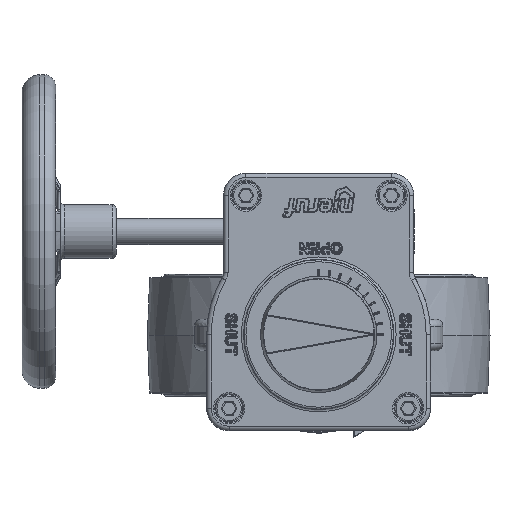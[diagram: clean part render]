
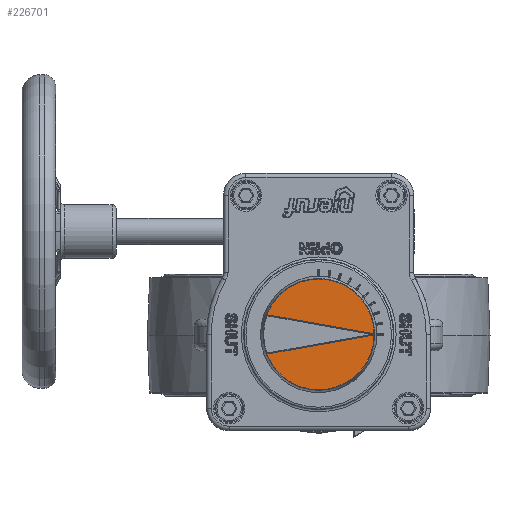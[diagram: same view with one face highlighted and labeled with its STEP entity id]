
A CAD part, top view. The second image highlights one B-rep face of the part: STEP entity #226701.
In plain terms, the highlighted planar face has unit normal (0, 0, 1).
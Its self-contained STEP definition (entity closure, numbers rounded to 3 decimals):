
#226633=CARTESIAN_POINT('',(-0.,-0.,245.));
#226634=DIRECTION('',(0.,0.,1.));
#226635=DIRECTION('',(0.,-1.,0.));
#226636=AXIS2_PLACEMENT_3D('',#226633,#226634,#226635);
#226637=PLANE('',#226636);
#226638=CARTESIAN_POINT('',(-23.13,-8.82,245.));
#226639=VERTEX_POINT('',#226638);
#226640=CARTESIAN_POINT('',(-0.,-24.755,245.));
#226641=VERTEX_POINT('',#226640);
#226642=CARTESIAN_POINT('',(-0.,-0.,245.));
#226643=DIRECTION('',(0.,0.,1.));
#226644=DIRECTION('',(0.,-1.,0.));
#226645=AXIS2_PLACEMENT_3D('',#226642,#226643,#226644);
#226646=CIRCLE('',#226645,24.755);
#226647=EDGE_CURVE('',#226639,#226641,#226646,.T.);
#226648=ORIENTED_EDGE('',*,*,#226647,.T.);
#226649=CARTESIAN_POINT('',(24.755,-0.,245.));
#226650=VERTEX_POINT('',#226649);
#226651=CARTESIAN_POINT('',(-0.,-0.,245.));
#226652=DIRECTION('',(0.,0.,1.));
#226653=DIRECTION('',(0.,-1.,0.));
#226654=AXIS2_PLACEMENT_3D('',#226651,#226652,#226653);
#226655=CIRCLE('',#226654,24.755);
#226656=EDGE_CURVE('',#226641,#226650,#226655,.T.);
#226657=ORIENTED_EDGE('',*,*,#226656,.T.);
#226658=CARTESIAN_POINT('',(-0.,24.755,245.));
#226659=VERTEX_POINT('',#226658);
#226660=CARTESIAN_POINT('',(-0.,-0.,245.));
#226661=DIRECTION('',(0.,0.,1.));
#226662=DIRECTION('',(0.,-1.,0.));
#226663=AXIS2_PLACEMENT_3D('',#226660,#226661,#226662);
#226664=CIRCLE('',#226663,24.755);
#226665=EDGE_CURVE('',#226650,#226659,#226664,.T.);
#226666=ORIENTED_EDGE('',*,*,#226665,.T.);
#226667=CARTESIAN_POINT('',(-23.13,8.82,245.));
#226668=VERTEX_POINT('',#226667);
#226669=CARTESIAN_POINT('',(-0.,-0.,245.));
#226670=DIRECTION('',(0.,0.,1.));
#226671=DIRECTION('',(0.,-1.,0.));
#226672=AXIS2_PLACEMENT_3D('',#226669,#226670,#226671);
#226673=CIRCLE('',#226672,24.755);
#226674=EDGE_CURVE('',#226659,#226668,#226673,.T.);
#226675=ORIENTED_EDGE('',*,*,#226674,.T.);
#226676=CARTESIAN_POINT('',(24.492,0.308,245.));
#226677=VERTEX_POINT('',#226676);
#226678=CARTESIAN_POINT('',(-23.13,8.82,245.));
#226679=DIRECTION('',(0.984,-0.176,0.));
#226680=VECTOR('',#226679,48.377);
#226681=LINE('',#226678,#226680);
#226682=EDGE_CURVE('',#226668,#226677,#226681,.T.);
#226683=ORIENTED_EDGE('',*,*,#226682,.T.);
#226684=CARTESIAN_POINT('',(24.492,-0.308,245.));
#226685=VERTEX_POINT('',#226684);
#226686=CARTESIAN_POINT('',(24.437,0.,245.));
#226687=DIRECTION('',(-0.,-0.,-1.));
#226688=DIRECTION('',(0.,-1.,0.));
#226689=AXIS2_PLACEMENT_3D('',#226686,#226687,#226688);
#226690=CIRCLE('',#226689,0.313);
#226691=EDGE_CURVE('',#226677,#226685,#226690,.T.);
#226692=ORIENTED_EDGE('',*,*,#226691,.T.);
#226693=CARTESIAN_POINT('',(24.492,-0.308,245.));
#226694=DIRECTION('',(-0.984,-0.176,0.));
#226695=VECTOR('',#226694,48.377);
#226696=LINE('',#226693,#226695);
#226697=EDGE_CURVE('',#226685,#226639,#226696,.T.);
#226698=ORIENTED_EDGE('',*,*,#226697,.T.);
#226699=EDGE_LOOP('',(#226648,#226657,#226666,#226675,#226683,#226692,#226698));
#226700=FACE_BOUND('',#226699,.T.);
#226701=ADVANCED_FACE('',(#226700),#226637,.T.);
